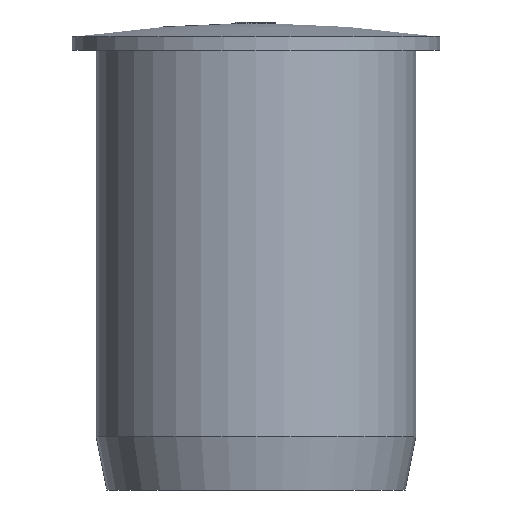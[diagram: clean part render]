
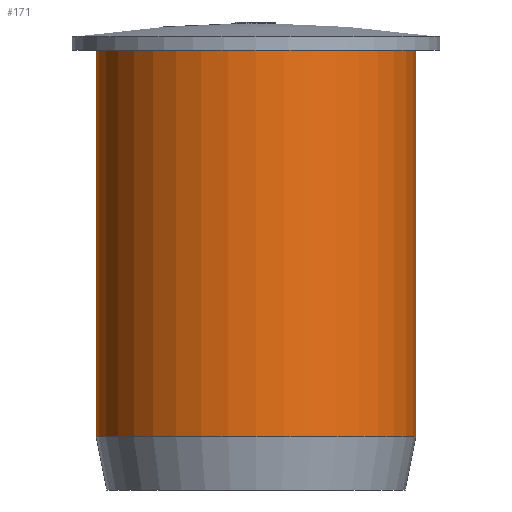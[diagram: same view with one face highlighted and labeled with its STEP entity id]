
A CAD part, front view. The second image highlights one B-rep face of the part: STEP entity #171.
In plain terms, the highlighted cylindrical face has radius 6 mm (diameter 12 mm), a full revolution.
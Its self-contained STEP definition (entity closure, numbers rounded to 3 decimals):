
#171=ADVANCED_FACE('',(#205,#206),#199,.T.);
#199=CYLINDRICAL_SURFACE('',#513,6.);
#205=FACE_BOUND('',#220,.T.);
#206=FACE_BOUND('',#221,.T.);
#220=EDGE_LOOP('',(#257));
#221=EDGE_LOOP('',(#258));
#257=ORIENTED_EDGE('',*,*,#429,.T.);
#258=ORIENTED_EDGE('',*,*,#428,.T.);
#383=VERTEX_POINT('',#650);
#384=VERTEX_POINT('',#653);
#428=EDGE_CURVE('',#383,#383,#492,.T.);
#429=EDGE_CURVE('',#384,#384,#493,.T.);
#492=CIRCLE('',#510,6.);
#493=CIRCLE('',#512,6.);
#510=AXIS2_PLACEMENT_3D('',#649,#550,#551);
#512=AXIS2_PLACEMENT_3D('',#652,#554,#555);
#513=AXIS2_PLACEMENT_3D('',#654,#556,#557);
#550=DIRECTION('',(0.,0.,-1.));
#551=DIRECTION('',(-1.,0.,0.));
#554=DIRECTION('',(0.,0.,1.));
#555=DIRECTION('',(1.,0.,0.));
#556=DIRECTION('',(0.,0.,-1.));
#557=DIRECTION('',(-1.,0.,0.));
#649=CARTESIAN_POINT('',(0.,0.,0.));
#650=CARTESIAN_POINT('',(-6.,0.,0.));
#652=CARTESIAN_POINT('',(0.,0.,-14.5));
#653=CARTESIAN_POINT('',(6.,0.,-14.5));
#654=CARTESIAN_POINT('',(0.,0.,0.));
